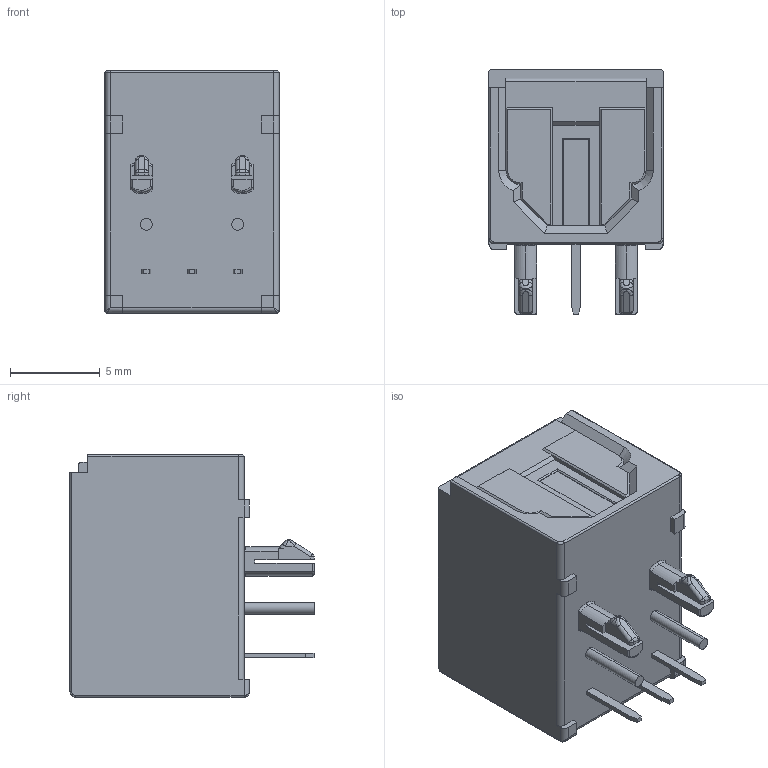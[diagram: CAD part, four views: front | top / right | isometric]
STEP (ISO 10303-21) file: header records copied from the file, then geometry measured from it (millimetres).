
FILE_DESCRIPTION (( 'STEP AP214' ), '1' );
FILE_NAME ('7F8AEA3E-EE66-4588-95F4-83F0EC8A7F9F.STEP', '2022-11-18T13:43:49', ( '' ), ( '' ), 'SwSTEP 2.0', 'SolidWorks 2022', '' );
FILE_SCHEMA (( 'AUTOMOTIVE_DESIGN' ));
Length unit declared in the file: millimetre
Products named in the file (1): 7F8AEA3E-EE66-4588-95F4-83F0EC8A7F9F
Bounding box: 9.7 x 13.6 x 13.5 mm (x, y, z)
Volume: 769.6 mm3; surface area: 1191.2 mm2
Topology: 7 solids, 7 shells, 214 faces, 532 edges, 328 vertices
Faces by surface type: plane 128, cylinder 56, bspline 26, cone 4
Entity records: 9271 total; most frequent: CARTESIAN_POINT 1937, ORIENTED_EDGE 1052, DIRECTION 952, EDGE_CURVE 526, LINE 366, VECTOR 366, VERTEX_POINT 328, AXIS2_PLACEMENT_3D 293
